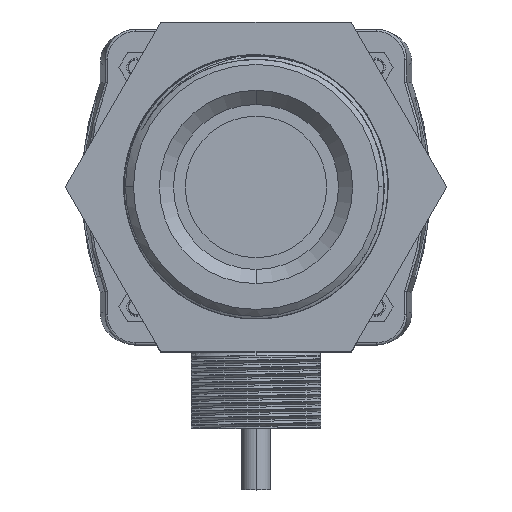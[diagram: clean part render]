
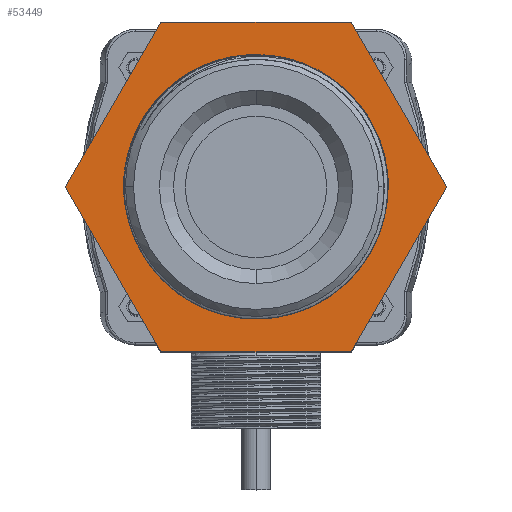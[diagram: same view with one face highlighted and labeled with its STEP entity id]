
A CAD part, top view. The second image highlights one B-rep face of the part: STEP entity #53449.
In plain terms, the highlighted planar face has unit normal (0, 0, 1).
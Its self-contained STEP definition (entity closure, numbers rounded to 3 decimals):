
#51862=DIRECTION('',(-0.5,-0.866,0.));
#51863=VECTOR('',#51862,40.415);
#51864=CARTESIAN_POINT('',(-20.207,35.,9.));
#51865=LINE('',#51864,#51863);
#51866=DIRECTION('',(-1.,0.,0.));
#51867=VECTOR('',#51866,40.415);
#51868=CARTESIAN_POINT('',(20.207,35.,9.));
#51869=LINE('',#51868,#51867);
#51870=DIRECTION('',(-0.5,0.866,0.));
#51871=VECTOR('',#51870,40.415);
#51872=CARTESIAN_POINT('',(40.415,0.,9.));
#51873=LINE('',#51872,#51871);
#51874=DIRECTION('',(0.5,0.866,0.));
#51875=VECTOR('',#51874,40.415);
#51876=CARTESIAN_POINT('',(20.207,-35.,9.));
#51877=LINE('',#51876,#51875);
#51878=DIRECTION('',(1.,0.,0.));
#51879=VECTOR('',#51878,40.415);
#51880=CARTESIAN_POINT('',(-20.207,-35.,9.));
#51881=LINE('',#51880,#51879);
#51882=DIRECTION('',(0.5,-0.866,0.));
#51883=VECTOR('',#51882,40.415);
#51884=CARTESIAN_POINT('',(-40.415,0.,9.));
#51885=LINE('',#51884,#51883);
#51886=CARTESIAN_POINT('',(10.065,26.244,9.));
#51887=CARTESIAN_POINT('',(11.098,25.83,9.));
#51888=CARTESIAN_POINT('',(13.104,24.886,9.));
#51889=CARTESIAN_POINT('',(15.957,23.101,9.));
#51890=CARTESIAN_POINT('',(18.563,20.997,9.));
#51891=CARTESIAN_POINT('',(20.896,18.602,9.));
#51892=CARTESIAN_POINT('',(22.934,15.939,9.));
#51893=CARTESIAN_POINT('',(24.649,13.025,9.));
#51894=CARTESIAN_POINT('',(25.997,9.925,9.));
#51895=CARTESIAN_POINT('',(26.949,6.733,9.));
#51896=CARTESIAN_POINT('',(27.513,3.45,9.));
#51897=CARTESIAN_POINT('',(27.678,0.104,9.));
#51898=CARTESIAN_POINT('',(27.438,-3.233,9.));
#51899=CARTESIAN_POINT('',(26.804,-6.484,9.));
#51900=CARTESIAN_POINT('',(25.793,-9.617,9.));
#51901=CARTESIAN_POINT('',(24.411,-12.616,9.));
#51902=CARTESIAN_POINT('',(22.684,-15.42,9.));
#51903=CARTESIAN_POINT('',(20.626,-18.005,9.));
#51904=CARTESIAN_POINT('',(19.07,-19.538,9.));
#51905=CARTESIAN_POINT('',(18.243,-20.26,9.));
#51907=CARTESIAN_POINT('',(-28.069,-1.463,9.));
#51908=CARTESIAN_POINT('',(-28.133,-0.243,9.));
#51909=CARTESIAN_POINT('',(-28.106,2.24,9.));
#51910=CARTESIAN_POINT('',(-27.524,6.159,9.));
#51911=CARTESIAN_POINT('',(-26.34,10.094,9.));
#51912=CARTESIAN_POINT('',(-24.596,13.803,9.));
#51913=CARTESIAN_POINT('',(-22.38,17.163,9.));
#51914=CARTESIAN_POINT('',(-19.7,20.182,9.));
#51915=CARTESIAN_POINT('',(-16.643,22.766,9.));
#51916=CARTESIAN_POINT('',(-13.287,24.876,9.));
#51917=CARTESIAN_POINT('',(-9.6,26.521,9.));
#51918=CARTESIAN_POINT('',(-5.705,27.62,9.));
#51919=CARTESIAN_POINT('',(-1.749,28.147,9.));
#51920=CARTESIAN_POINT('',(2.268,28.113,9.));
#51921=CARTESIAN_POINT('',(6.273,27.496,9.));
#51922=CARTESIAN_POINT('',(8.815,26.723,9.));
#51923=CARTESIAN_POINT('',(10.065,26.244,9.));
#51925=CARTESIAN_POINT('',(13.631,-23.61,9.));
#51926=CARTESIAN_POINT('',(12.497,-24.289,9.));
#51927=CARTESIAN_POINT('',(10.159,-25.464,9.));
#51928=CARTESIAN_POINT('',(6.438,-26.711,9.));
#51929=CARTESIAN_POINT('',(2.553,-27.418,9.));
#51930=CARTESIAN_POINT('',(-1.435,-27.56,9.));
#51931=CARTESIAN_POINT('',(-5.415,-27.123,9.));
#51932=CARTESIAN_POINT('',(-9.345,-26.1,9.));
#51933=CARTESIAN_POINT('',(-13.093,-24.5,9.));
#51934=CARTESIAN_POINT('',(-16.426,-22.461,9.));
#51935=CARTESIAN_POINT('',(-19.279,-20.13,9.));
#51936=CARTESIAN_POINT('',(-21.723,-17.543,9.));
#51937=CARTESIAN_POINT('',(-23.78,-14.728,9.));
#51938=CARTESIAN_POINT('',(-25.466,-11.696,9.));
#51939=CARTESIAN_POINT('',(-26.785,-8.425,9.));
#51940=CARTESIAN_POINT('',(-27.687,-4.971,9.));
#51941=CARTESIAN_POINT('',(-27.991,-2.642,9.));
#51942=CARTESIAN_POINT('',(-28.069,-1.463,9.));
#51944=CARTESIAN_POINT('',(0.,0.,9.));
#51945=DIRECTION('',(0.,0.,1.));
#51946=DIRECTION('',(0.5,-0.866,0.));
#51947=AXIS2_PLACEMENT_3D('',#51944,#51945,#51946);
#53224=CARTESIAN_POINT('',(-20.207,35.,9.));
#53225=CARTESIAN_POINT('',(-40.415,0.,9.));
#53226=VERTEX_POINT('',#53224);
#53227=VERTEX_POINT('',#53225);
#53228=CARTESIAN_POINT('',(-20.207,-35.,9.));
#53229=VERTEX_POINT('',#53228);
#53230=CARTESIAN_POINT('',(20.207,-35.,9.));
#53231=VERTEX_POINT('',#53230);
#53232=CARTESIAN_POINT('',(40.415,0.,9.));
#53233=VERTEX_POINT('',#53232);
#53234=CARTESIAN_POINT('',(20.207,35.,9.));
#53235=VERTEX_POINT('',#53234);
#53264=VERTEX_POINT('',#51886);
#53265=VERTEX_POINT('',#51905);
#53266=VERTEX_POINT('',#51907);
#53267=VERTEX_POINT('',#51925);
#53426=CARTESIAN_POINT('',(0.,0.,9.));
#53427=DIRECTION('',(0.,0.,1.));
#53428=DIRECTION('',(1.,0.,0.));
#53429=AXIS2_PLACEMENT_3D('',#53426,#53427,#53428);
#53430=PLANE('',#53429);
#53431=ORIENTED_EDGE('',*,*,#53350,.F.);
#53432=ORIENTED_EDGE('',*,*,#53365,.F.);
#53433=ORIENTED_EDGE('',*,*,#53379,.F.);
#53434=ORIENTED_EDGE('',*,*,#53393,.F.);
#53435=ORIENTED_EDGE('',*,*,#53407,.F.);
#53436=ORIENTED_EDGE('',*,*,#53420,.F.);
#53437=EDGE_LOOP('',(#53431,#53432,#53433,#53434,#53435,#53436));
#53438=FACE_OUTER_BOUND('',#53437,.F.);
#53440=ORIENTED_EDGE('',*,*,#53439,.F.);
#53442=ORIENTED_EDGE('',*,*,#53441,.F.);
#53444=ORIENTED_EDGE('',*,*,#53443,.F.);
#53446=ORIENTED_EDGE('',*,*,#53445,.T.);
#53447=EDGE_LOOP('',(#53440,#53442,#53444,#53446));
#53448=FACE_BOUND('',#53447,.F.);
#53449=ADVANCED_FACE('',(#53438,#53448),#53430,.T.);
#51906=B_SPLINE_CURVE_WITH_KNOTS('',3,(#51886,#51887,#51888,#51889,#51890,
#51891,#51892,#51893,#51894,#51895,#51896,#51897,#51898,#51899,#51900,#51901,
#51902,#51903,#51904,#51905),.UNSPECIFIED.,.F.,.F.,(4,1,1,1,1,1,1,1,1,1,1,1,1,1,
1,1,1,4),(0.,0.059,0.118,0.176,
0.235,0.294,0.353,0.412,
0.471,0.529,0.588,0.647,
0.706,0.765,0.824,0.882,
0.941,1.),.UNSPECIFIED.);
#51924=B_SPLINE_CURVE_WITH_KNOTS('',3,(#51907,#51908,#51909,#51910,#51911,
#51912,#51913,#51914,#51915,#51916,#51917,#51918,#51919,#51920,#51921,#51922,
#51923),.UNSPECIFIED.,.F.,.F.,(4,1,1,1,1,1,1,1,1,1,1,1,1,1,4),(0.,
0.071,0.143,0.214,0.286,
0.357,0.429,0.5,0.571,0.643,
0.714,0.786,0.857,0.929,1.),
.UNSPECIFIED.);
#51943=B_SPLINE_CURVE_WITH_KNOTS('',3,(#51925,#51926,#51927,#51928,#51929,
#51930,#51931,#51932,#51933,#51934,#51935,#51936,#51937,#51938,#51939,#51940,
#51941,#51942),.UNSPECIFIED.,.F.,.F.,(4,1,1,1,1,1,1,1,1,1,1,1,1,1,1,4),(0.,
0.067,0.133,0.2,0.267,0.333,
0.4,0.467,0.533,0.6,0.667,
0.733,0.8,0.867,0.933,1.),
.UNSPECIFIED.);
#51948=CIRCLE('',#51947,27.263);
#53350=EDGE_CURVE('',#53226,#53227,#51865,.T.);
#53365=EDGE_CURVE('',#53235,#53226,#51869,.T.);
#53379=EDGE_CURVE('',#53233,#53235,#51873,.T.);
#53393=EDGE_CURVE('',#53231,#53233,#51877,.T.);
#53407=EDGE_CURVE('',#53229,#53231,#51881,.T.);
#53420=EDGE_CURVE('',#53227,#53229,#51885,.T.);
#53439=EDGE_CURVE('',#53264,#53265,#51906,.T.);
#53441=EDGE_CURVE('',#53266,#53264,#51924,.T.);
#53443=EDGE_CURVE('',#53267,#53266,#51943,.T.);
#53445=EDGE_CURVE('',#53267,#53265,#51948,.T.);
